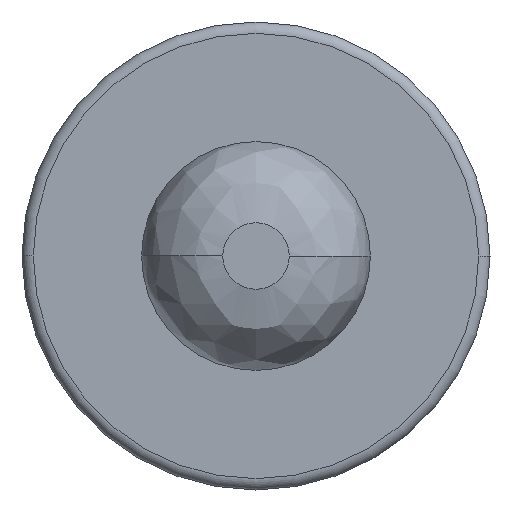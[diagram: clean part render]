
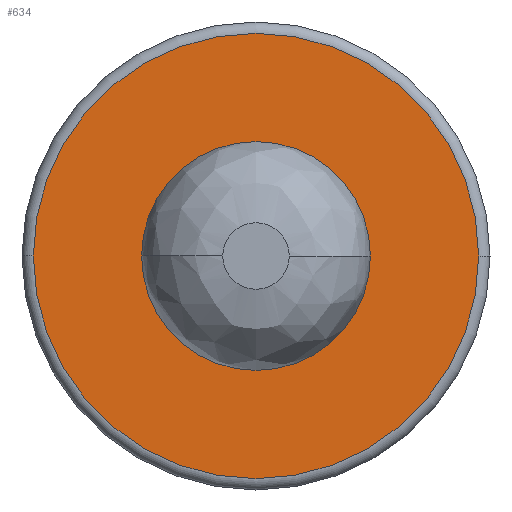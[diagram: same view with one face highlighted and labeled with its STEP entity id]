
A CAD part, front view. The second image highlights one B-rep face of the part: STEP entity #634.
In plain terms, the highlighted planar face has unit normal (0, -1, 0).
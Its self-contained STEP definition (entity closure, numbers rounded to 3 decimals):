
#175=CARTESIAN_POINT('',(0.,-0.004,0.));
#176=DIRECTION('',(0.,-1.,0.));
#177=DIRECTION('',(-1.,0.,0.));
#178=AXIS2_PLACEMENT_3D('',#175,#176,#177);
#190=CARTESIAN_POINT('',(0.,-0.004,0.));
#191=DIRECTION('',(0.,-1.,0.));
#192=DIRECTION('',(1.,0.,0.));
#193=AXIS2_PLACEMENT_3D('',#190,#191,#192);
#205=CARTESIAN_POINT('',(0.,-0.004,0.));
#206=DIRECTION('',(0.,1.,0.));
#207=DIRECTION('',(-1.,0.,0.));
#208=AXIS2_PLACEMENT_3D('',#205,#206,#207);
#244=CARTESIAN_POINT('',(0.,-0.004,0.));
#245=DIRECTION('',(0.,-1.,0.));
#246=DIRECTION('',(-1.,0.,0.));
#247=AXIS2_PLACEMENT_3D('',#244,#245,#246);
#433=CARTESIAN_POINT('',(-0.809,-0.004,0.));
#434=CARTESIAN_POINT('',(0.809,-0.004,0.));
#435=VERTEX_POINT('',#433);
#436=VERTEX_POINT('',#434);
#453=CARTESIAN_POINT('',(1.574,-0.004,0.));
#454=CARTESIAN_POINT('',(-1.574,-0.004,0.));
#455=VERTEX_POINT('',#453);
#456=VERTEX_POINT('',#454);
#618=CARTESIAN_POINT('',(0.,-0.004,0.));
#619=DIRECTION('',(0.,1.,0.));
#620=DIRECTION('',(1.,0.,0.));
#621=AXIS2_PLACEMENT_3D('',#618,#619,#620);
#622=PLANE('',#621);
#624=ORIENTED_EDGE('',*,*,#623,.F.);
#625=ORIENTED_EDGE('',*,*,#608,.F.);
#626=EDGE_LOOP('',(#624,#625));
#627=FACE_OUTER_BOUND('',#626,.F.);
#629=ORIENTED_EDGE('',*,*,#628,.F.);
#631=ORIENTED_EDGE('',*,*,#630,.T.);
#632=EDGE_LOOP('',(#629,#631));
#633=FACE_BOUND('',#632,.F.);
#634=ADVANCED_FACE('',(#627,#633),#622,.F.);
#179=CIRCLE('',#178,1.574);
#194=CIRCLE('',#193,1.574);
#209=CIRCLE('',#208,0.809);
#248=CIRCLE('',#247,0.809);
#608=EDGE_CURVE('',#456,#455,#179,.T.);
#623=EDGE_CURVE('',#455,#456,#194,.T.);
#628=EDGE_CURVE('',#435,#436,#209,.T.);
#630=EDGE_CURVE('',#435,#436,#248,.T.);
